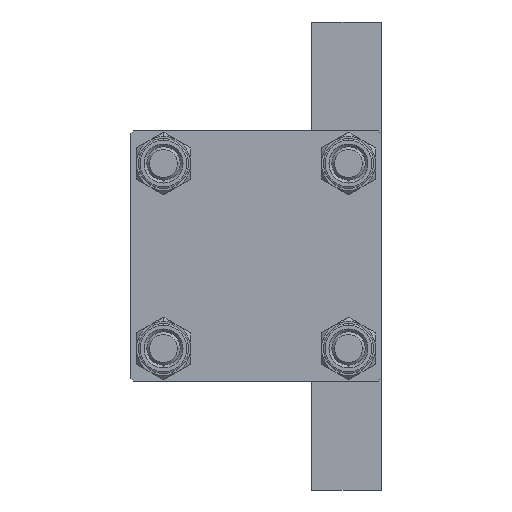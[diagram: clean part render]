
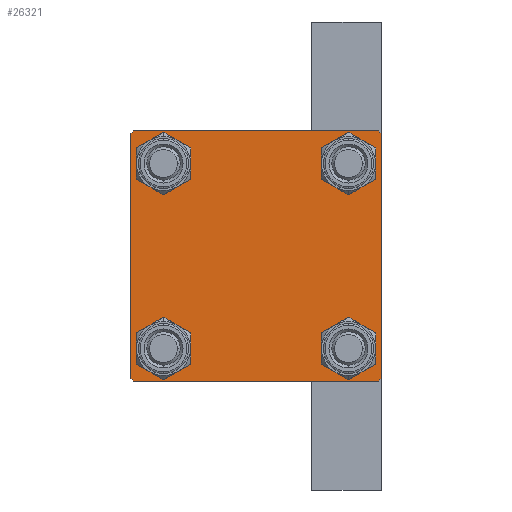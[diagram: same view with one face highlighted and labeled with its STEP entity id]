
A CAD part, left-side view. The second image highlights one B-rep face of the part: STEP entity #26321.
In plain terms, the highlighted planar face has unit normal (-1, 0, 0).
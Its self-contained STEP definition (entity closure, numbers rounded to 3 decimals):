
#627 = DIRECTION ( 'NONE',  ( 1., 0., 0. ) ) ;
#1351 = CIRCLE ( 'NONE', #30776, 3.5 ) ;
#1418 = CIRCLE ( 'NONE', #12319, 3.5 ) ;
#1852 = LINE ( 'NONE', #30944, #18728 ) ;
#1928 = CARTESIAN_POINT ( 'NONE',  ( 0., 22., -22.5 ) ) ;
#3015 = DIRECTION ( 'NONE',  ( 0., 0., 1. ) ) ;
#3284 = DIRECTION ( 'NONE',  ( 0., 0., 1. ) ) ;
#3286 = ORIENTED_EDGE ( 'NONE', *, *, #14031, .T. ) ;
#3365 = CARTESIAN_POINT ( 'NONE',  ( 0., -16.6, 13.1 ) ) ;
#3369 = DIRECTION ( 'NONE',  ( 0., 0., 1. ) ) ;
#4506 = CIRCLE ( 'NONE', #39351, 3.5 ) ;
#4818 = VERTEX_POINT ( 'NONE', #23790 ) ;
#4920 = VECTOR ( 'NONE', #20781, 1000. ) ;
#5320 = EDGE_CURVE ( 'NONE', #39297, #12606, #1852, .T. ) ;
#5942 = DIRECTION ( 'NONE',  ( 1., 0., 0. ) ) ;
#6203 = EDGE_CURVE ( 'NONE', #17600, #29568, #32604, .T. ) ;
#6659 = DIRECTION ( 'NONE',  ( -1., 0., 0. ) ) ;
#7069 = DIRECTION ( 'NONE',  ( 1., 0., 0. ) ) ;
#7076 = DIRECTION ( 'NONE',  ( 0., -1., 0. ) ) ;
#8127 = LINE ( 'NONE', #29960, #10124 ) ;
#8609 = VERTEX_POINT ( 'NONE', #11436 ) ;
#8913 = EDGE_CURVE ( 'NONE', #29367, #8609, #9403, .T. ) ;
#9403 = CIRCLE ( 'NONE', #10221, 3.5 ) ;
#9713 = VECTOR ( 'NONE', #47314, 1000. ) ;
#10061 = DIRECTION ( 'NONE',  ( 0., -0.707, 0.707 ) ) ;
#10082 = VECTOR ( 'NONE', #40489, 1000. ) ;
#10124 = VECTOR ( 'NONE', #19510, 1000. ) ;
#10221 = AXIS2_PLACEMENT_3D ( 'NONE', #24274, #43403, #32261 ) ;
#10238 = CIRCLE ( 'NONE', #36543, 3.5 ) ;
#10843 = DIRECTION ( 'NONE',  ( 0., 0.707, -0.707 ) ) ;
#11069 = DIRECTION ( 'NONE',  ( 1., 0., 0. ) ) ;
#11242 = CARTESIAN_POINT ( 'NONE',  ( 0., 0., 0. ) ) ;
#11436 = CARTESIAN_POINT ( 'NONE',  ( 0., -16.6, -13.1 ) ) ;
#11589 = EDGE_CURVE ( 'NONE', #8609, #29367, #31986, .T. ) ;
#11983 = ORIENTED_EDGE ( 'NONE', *, *, #34556, .T. ) ;
#12208 = CARTESIAN_POINT ( 'NONE',  ( 0., -22.5, 22. ) ) ;
#12319 = AXIS2_PLACEMENT_3D ( 'NONE', #41021, #30366, #23318 ) ;
#12515 = ORIENTED_EDGE ( 'NONE', *, *, #26816, .T. ) ;
#12606 = VERTEX_POINT ( 'NONE', #32632 ) ;
#12931 = CARTESIAN_POINT ( 'NONE',  ( 0., -22., -22.5 ) ) ;
#13484 = VERTEX_POINT ( 'NONE', #37222 ) ;
#13825 = EDGE_CURVE ( 'NONE', #38109, #13484, #36167, .T. ) ;
#14031 = EDGE_CURVE ( 'NONE', #39801, #13484, #27818, .T. ) ;
#14182 = FACE_BOUND ( 'NONE', #18417, .T. ) ;
#14307 = ORIENTED_EDGE ( 'NONE', *, *, #6203, .T. ) ;
#14418 = FACE_OUTER_BOUND ( 'NONE', #16163, .T. ) ;
#14813 = CARTESIAN_POINT ( 'NONE',  ( 0., 16.6, 16.6 ) ) ;
#15346 = CARTESIAN_POINT ( 'NONE',  ( 0., -16.6, -20.1 ) ) ;
#16163 = EDGE_LOOP ( 'NONE', ( #26046, #46454, #45268, #14307, #42981, #3286, #21005, #42667 ) ) ;
#16448 = ORIENTED_EDGE ( 'NONE', *, *, #44733, .T. ) ;
#17380 = CARTESIAN_POINT ( 'NONE',  ( 0., -22.25, 22.25 ) ) ;
#17600 = VERTEX_POINT ( 'NONE', #12931 ) ;
#18417 = EDGE_LOOP ( 'NONE', ( #45031, #23056 ) ) ;
#18728 = VECTOR ( 'NONE', #45976, 1000. ) ;
#18827 = EDGE_CURVE ( 'NONE', #12606, #30721, #43901, .T. ) ;
#19510 = DIRECTION ( 'NONE',  ( 0., -1., 0. ) ) ;
#19730 = EDGE_CURVE ( 'NONE', #37264, #45193, #37652, .T. ) ;
#19804 = EDGE_LOOP ( 'NONE', ( #31908, #11983 ) ) ;
#20118 = DIRECTION ( 'NONE',  ( 1., 0., 0. ) ) ;
#20280 = VECTOR ( 'NONE', #10061, 1000. ) ;
#20493 = CARTESIAN_POINT ( 'NONE',  ( 0., -22.25, -22.25 ) ) ;
#20613 = AXIS2_PLACEMENT_3D ( 'NONE', #34899, #20118, #41931 ) ;
#20781 = DIRECTION ( 'NONE',  ( 0., 0.707, 0.707 ) ) ;
#21005 = ORIENTED_EDGE ( 'NONE', *, *, #13825, .F. ) ;
#22926 = EDGE_LOOP ( 'NONE', ( #16448, #12515 ) ) ;
#23056 = ORIENTED_EDGE ( 'NONE', *, *, #35169, .T. ) ;
#23136 = EDGE_CURVE ( 'NONE', #38109, #39297, #37488, .T. ) ;
#23318 = DIRECTION ( 'NONE',  ( 0., 0., 1. ) ) ;
#23398 = CARTESIAN_POINT ( 'NONE',  ( 0., 16.6, 13.1 ) ) ;
#23790 = CARTESIAN_POINT ( 'NONE',  ( 0., 16.6, -13.1 ) ) ;
#24274 = CARTESIAN_POINT ( 'NONE',  ( 0., -16.6, -16.6 ) ) ;
#25095 = PLANE ( 'NONE',  #39191 ) ;
#25636 = CARTESIAN_POINT ( 'NONE',  ( 0., 22.25, 22.25 ) ) ;
#25858 = DIRECTION ( 'NONE',  ( 0., 0., 1. ) ) ;
#26046 = ORIENTED_EDGE ( 'NONE', *, *, #5320, .T. ) ;
#26321 = ADVANCED_FACE ( 'NONE', ( #45931, #27512, #14182, #32843, #14418 ), #25095, .T. ) ;
#26488 = CARTESIAN_POINT ( 'NONE',  ( 0., 16.6, 20.1 ) ) ;
#26816 = EDGE_CURVE ( 'NONE', #32989, #33897, #30684, .T. ) ;
#27512 = FACE_BOUND ( 'NONE', #28864, .T. ) ;
#27818 = LINE ( 'NONE', #17380, #4920 ) ;
#28864 = EDGE_LOOP ( 'NONE', ( #45045, #29859 ) ) ;
#29367 = VERTEX_POINT ( 'NONE', #15346 ) ;
#29498 = CARTESIAN_POINT ( 'NONE',  ( 0., 16.6, -16.6 ) ) ;
#29568 = VERTEX_POINT ( 'NONE', #47077 ) ;
#29745 = CARTESIAN_POINT ( 'NONE',  ( 0., 16.6, -20.1 ) ) ;
#29859 = ORIENTED_EDGE ( 'NONE', *, *, #8913, .T. ) ;
#29960 = CARTESIAN_POINT ( 'NONE',  ( 0., 22.5, -22.5 ) ) ;
#30366 = DIRECTION ( 'NONE',  ( 1., 0., 0. ) ) ;
#30684 = CIRCLE ( 'NONE', #20613, 3.5 ) ;
#30721 = VERTEX_POINT ( 'NONE', #1928 ) ;
#30776 = AXIS2_PLACEMENT_3D ( 'NONE', #14813, #7069, #33476 ) ;
#30944 = CARTESIAN_POINT ( 'NONE',  ( 0., 22.5, 22.5 ) ) ;
#31908 = ORIENTED_EDGE ( 'NONE', *, *, #19730, .T. ) ;
#31986 = CIRCLE ( 'NONE', #32748, 3.5 ) ;
#32261 = DIRECTION ( 'NONE',  ( 0., 0., 1. ) ) ;
#32277 = CARTESIAN_POINT ( 'NONE',  ( 0., 22.25, -22.25 ) ) ;
#32293 = CARTESIAN_POINT ( 'NONE',  ( 0., 22.5, 22.5 ) ) ;
#32604 = LINE ( 'NONE', #20493, #20280 ) ;
#32632 = CARTESIAN_POINT ( 'NONE',  ( 0., 22.5, -22. ) ) ;
#32748 = AXIS2_PLACEMENT_3D ( 'NONE', #42789, #5942, #3284 ) ;
#32843 = FACE_BOUND ( 'NONE', #19804, .T. ) ;
#32989 = VERTEX_POINT ( 'NONE', #3365 ) ;
#33476 = DIRECTION ( 'NONE',  ( 0., 0., 1. ) ) ;
#33897 = VERTEX_POINT ( 'NONE', #43434 ) ;
#34556 = EDGE_CURVE ( 'NONE', #45193, #37264, #1351, .T. ) ;
#34899 = CARTESIAN_POINT ( 'NONE',  ( 0., -16.6, 16.6 ) ) ;
#35169 = EDGE_CURVE ( 'NONE', #42214, #4818, #4506, .T. ) ;
#35425 = VECTOR ( 'NONE', #10843, 1000. ) ;
#36134 = CARTESIAN_POINT ( 'NONE',  ( 0., -22.5, 22.5 ) ) ;
#36167 = LINE ( 'NONE', #32293, #47537 ) ;
#36519 = CARTESIAN_POINT ( 'NONE',  ( 0., 22., 22.5 ) ) ;
#36543 = AXIS2_PLACEMENT_3D ( 'NONE', #41405, #44320, #3369 ) ;
#36997 = CARTESIAN_POINT ( 'NONE',  ( 0., 22.5, 22. ) ) ;
#37222 = CARTESIAN_POINT ( 'NONE',  ( 0., -22., 22.5 ) ) ;
#37264 = VERTEX_POINT ( 'NONE', #26488 ) ;
#37360 = EDGE_CURVE ( 'NONE', #4818, #42214, #1418, .T. ) ;
#37488 = LINE ( 'NONE', #25636, #35425 ) ;
#37652 = CIRCLE ( 'NONE', #39974, 3.5 ) ;
#37703 = DIRECTION ( 'NONE',  ( 0., 0., 1. ) ) ;
#38109 = VERTEX_POINT ( 'NONE', #36519 ) ;
#38173 = CARTESIAN_POINT ( 'NONE',  ( 0., 16.6, 16.6 ) ) ;
#39191 = AXIS2_PLACEMENT_3D ( 'NONE', #11242, #6659, #3015 ) ;
#39297 = VERTEX_POINT ( 'NONE', #36997 ) ;
#39351 = AXIS2_PLACEMENT_3D ( 'NONE', #29498, #11069, #25858 ) ;
#39801 = VERTEX_POINT ( 'NONE', #12208 ) ;
#39913 = EDGE_CURVE ( 'NONE', #39801, #29568, #43656, .T. ) ;
#39974 = AXIS2_PLACEMENT_3D ( 'NONE', #38173, #627, #37703 ) ;
#40489 = DIRECTION ( 'NONE',  ( 0., 0., -1. ) ) ;
#41021 = CARTESIAN_POINT ( 'NONE',  ( 0., 16.6, -16.6 ) ) ;
#41405 = CARTESIAN_POINT ( 'NONE',  ( 0., -16.6, 16.6 ) ) ;
#41461 = EDGE_CURVE ( 'NONE', #30721, #17600, #8127, .T. ) ;
#41931 = DIRECTION ( 'NONE',  ( 0., 0., 1. ) ) ;
#42214 = VERTEX_POINT ( 'NONE', #29745 ) ;
#42667 = ORIENTED_EDGE ( 'NONE', *, *, #23136, .T. ) ;
#42789 = CARTESIAN_POINT ( 'NONE',  ( 0., -16.6, -16.6 ) ) ;
#42981 = ORIENTED_EDGE ( 'NONE', *, *, #39913, .F. ) ;
#43403 = DIRECTION ( 'NONE',  ( 1., 0., 0. ) ) ;
#43434 = CARTESIAN_POINT ( 'NONE',  ( 0., -16.6, 20.1 ) ) ;
#43656 = LINE ( 'NONE', #36134, #10082 ) ;
#43901 = LINE ( 'NONE', #32277, #9713 ) ;
#44320 = DIRECTION ( 'NONE',  ( 1., 0., 0. ) ) ;
#44733 = EDGE_CURVE ( 'NONE', #33897, #32989, #10238, .T. ) ;
#45031 = ORIENTED_EDGE ( 'NONE', *, *, #37360, .T. ) ;
#45045 = ORIENTED_EDGE ( 'NONE', *, *, #11589, .T. ) ;
#45193 = VERTEX_POINT ( 'NONE', #23398 ) ;
#45268 = ORIENTED_EDGE ( 'NONE', *, *, #41461, .T. ) ;
#45931 = FACE_BOUND ( 'NONE', #22926, .T. ) ;
#45976 = DIRECTION ( 'NONE',  ( 0., 0., -1. ) ) ;
#46454 = ORIENTED_EDGE ( 'NONE', *, *, #18827, .T. ) ;
#47077 = CARTESIAN_POINT ( 'NONE',  ( 0., -22.5, -22. ) ) ;
#47314 = DIRECTION ( 'NONE',  ( 0., -0.707, -0.707 ) ) ;
#47537 = VECTOR ( 'NONE', #7076, 1000. ) ;
